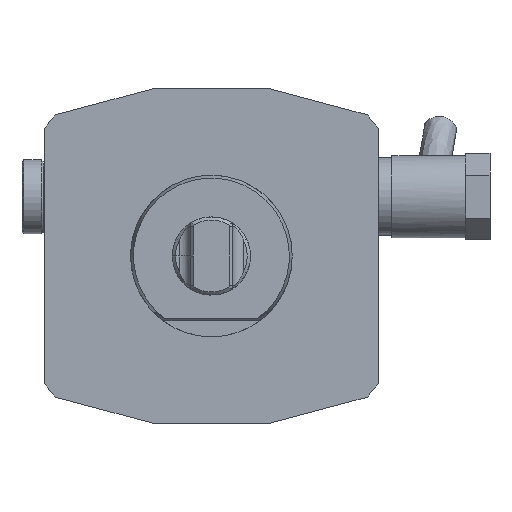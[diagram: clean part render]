
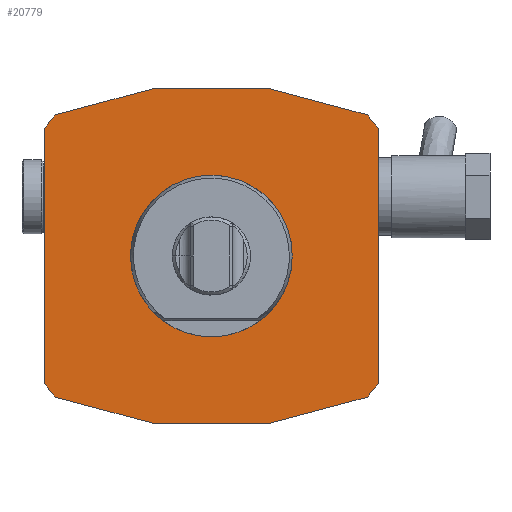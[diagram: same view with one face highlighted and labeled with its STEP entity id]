
A CAD part, front view. The second image highlights one B-rep face of the part: STEP entity #20779.
In plain terms, the highlighted planar face has unit normal (0, -1, 0).
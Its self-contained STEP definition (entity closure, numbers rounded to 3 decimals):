
#264 = DIRECTION ( 'NONE',  ( -1., 0., 0. ) ) ;
#289 = CARTESIAN_POINT ( 'NONE',  ( -31., 0., -23.664 ) ) ;
#538 = CARTESIAN_POINT ( 'NONE',  ( 0., 0., -31. ) ) ;
#552 = DIRECTION ( 'NONE',  ( 0.966, 0., 0.259 ) ) ;
#687 = DIRECTION ( 'NONE',  ( 0., 0., 1. ) ) ;
#766 = CARTESIAN_POINT ( 'NONE',  ( -18.237, 0., -29.061 ) ) ;
#784 = AXIS2_PLACEMENT_3D ( 'NONE', #18614, #22440, #16475 ) ;
#795 = CARTESIAN_POINT ( 'NONE',  ( 31., 0., 39. ) ) ;
#858 = AXIS2_PLACEMENT_3D ( 'NONE', #12621, #25471, #10619 ) ;
#1067 = DIRECTION ( 'NONE',  ( 1., 0., 0. ) ) ;
#1964 = PLANE ( 'NONE',  #858 ) ;
#2722 = CARTESIAN_POINT ( 'NONE',  ( -11., 0., -31. ) ) ;
#2905 = LINE ( 'NONE', #795, #17506 ) ;
#2980 = CARTESIAN_POINT ( 'NONE',  ( 0., 0., 0. ) ) ;
#3089 = CARTESIAN_POINT ( 'NONE',  ( 1.263, 0., 34.286 ) ) ;
#3161 = DIRECTION ( 'NONE',  ( 0., -1., 0. ) ) ;
#4208 = VERTEX_POINT ( 'NONE', #2722 ) ;
#4401 = EDGE_LOOP ( 'NONE', ( #21470, #26616, #13861, #4836, #27102, #25374, #9987, #23335, #7090, #6217, #25325, #20916 ) ) ;
#4836 = ORIENTED_EDGE ( 'NONE', *, *, #23594, .F. ) ;
#4837 = CARTESIAN_POINT ( 'NONE',  ( 0., 0., 14.657 ) ) ;
#4919 = EDGE_CURVE ( 'NONE', #14268, #8234, #7035, .T. ) ;
#5076 = VERTEX_POINT ( 'NONE', #10257 ) ;
#5236 = DIRECTION ( 'NONE',  ( 0.966, 0., -0.259 ) ) ;
#5594 = FACE_OUTER_BOUND ( 'NONE', #4401, .T. ) ;
#5625 = CARTESIAN_POINT ( 'NONE',  ( 31., 0., -23.664 ) ) ;
#6025 = EDGE_CURVE ( 'NONE', #6469, #24834, #9359, .T. ) ;
#6217 = ORIENTED_EDGE ( 'NONE', *, *, #8196, .F. ) ;
#6469 = VERTEX_POINT ( 'NONE', #289 ) ;
#7035 = CIRCLE ( 'NONE', #784, 39. ) ;
#7090 = ORIENTED_EDGE ( 'NONE', *, *, #26781, .F. ) ;
#7157 = VECTOR ( 'NONE', #13163, 1000. ) ;
#7479 = DIRECTION ( 'NONE',  ( 1., 0., 0. ) ) ;
#7792 = DIRECTION ( 'NONE',  ( 0., 0., -1. ) ) ;
#7859 = EDGE_CURVE ( 'NONE', #22131, #8234, #2905, .T. ) ;
#7935 = AXIS2_PLACEMENT_3D ( 'NONE', #2980, #23991, #9415 ) ;
#7986 = EDGE_CURVE ( 'NONE', #22131, #9427, #20240, .T. ) ;
#8196 = EDGE_CURVE ( 'NONE', #23616, #20452, #14506, .T. ) ;
#8234 = VERTEX_POINT ( 'NONE', #5625 ) ;
#8374 = AXIS2_PLACEMENT_3D ( 'NONE', #13868, #3161, #1067 ) ;
#8460 = EDGE_CURVE ( 'NONE', #4208, #24834, #20061, .T. ) ;
#8704 = CARTESIAN_POINT ( 'NONE',  ( 0., 0., 0. ) ) ;
#9359 = CIRCLE ( 'NONE', #13435, 39. ) ;
#9415 = DIRECTION ( 'NONE',  ( 0., 0., 1. ) ) ;
#9427 = VERTEX_POINT ( 'NONE', #13504 ) ;
#9736 = DIRECTION ( 'NONE',  ( 0., -1., 0. ) ) ;
#9987 = ORIENTED_EDGE ( 'NONE', *, *, #7859, .F. ) ;
#10257 = CARTESIAN_POINT ( 'NONE',  ( -28.881, 0., 26.209 ) ) ;
#10619 = DIRECTION ( 'NONE',  ( -1., 0., 0. ) ) ;
#10730 = VECTOR ( 'NONE', #20570, 1000. ) ;
#10878 = VECTOR ( 'NONE', #552, 1000. ) ;
#11062 = CARTESIAN_POINT ( 'NONE',  ( -11., 0., 31. ) ) ;
#11712 = EDGE_LOOP ( 'NONE', ( #18451 ) ) ;
#11945 = CARTESIAN_POINT ( 'NONE',  ( 0., 0., 31. ) ) ;
#12067 = CARTESIAN_POINT ( 'NONE',  ( 18.237, 0., -29.061 ) ) ;
#12621 = CARTESIAN_POINT ( 'NONE',  ( 0., 0., 39. ) ) ;
#13163 = DIRECTION ( 'NONE',  ( -0.966, 0., 0.259 ) ) ;
#13204 = EDGE_CURVE ( 'NONE', #5076, #24423, #18314, .T. ) ;
#13435 = AXIS2_PLACEMENT_3D ( 'NONE', #14147, #9736, #7479 ) ;
#13504 = CARTESIAN_POINT ( 'NONE',  ( 28.881, 0., 26.209 ) ) ;
#13548 = CARTESIAN_POINT ( 'NONE',  ( -1.263, 0., 34.286 ) ) ;
#13861 = ORIENTED_EDGE ( 'NONE', *, *, #8460, .F. ) ;
#13868 = CARTESIAN_POINT ( 'NONE',  ( 0., 0., 0. ) ) ;
#14147 = CARTESIAN_POINT ( 'NONE',  ( 0., 0., 0. ) ) ;
#14268 = VERTEX_POINT ( 'NONE', #18387 ) ;
#14506 = LINE ( 'NONE', #11945, #10730 ) ;
#14766 = EDGE_CURVE ( 'NONE', #14268, #22416, #24790, .T. ) ;
#14983 = EDGE_CURVE ( 'NONE', #22640, #22640, #16500, .T. ) ;
#15093 = DIRECTION ( 'NONE',  ( 0., -1., 0. ) ) ;
#15876 = LINE ( 'NONE', #22268, #19272 ) ;
#16475 = DIRECTION ( 'NONE',  ( 1., 0., 0. ) ) ;
#16500 = CIRCLE ( 'NONE', #7935, 14.657 ) ;
#17005 = CARTESIAN_POINT ( 'NONE',  ( 31., 0., 23.664 ) ) ;
#17099 = AXIS2_PLACEMENT_3D ( 'NONE', #8704, #15093, #25814 ) ;
#17506 = VECTOR ( 'NONE', #7792, 1000. ) ;
#18027 = EDGE_CURVE ( 'NONE', #5076, #23616, #19851, .T. ) ;
#18314 = CIRCLE ( 'NONE', #8374, 39. ) ;
#18387 = CARTESIAN_POINT ( 'NONE',  ( 28.881, 0., -26.209 ) ) ;
#18451 = ORIENTED_EDGE ( 'NONE', *, *, #14983, .T. ) ;
#18592 = DIRECTION ( 'NONE',  ( -0.966, 0., -0.259 ) ) ;
#18614 = CARTESIAN_POINT ( 'NONE',  ( 0., 0., 0. ) ) ;
#19272 = VECTOR ( 'NONE', #687, 1000. ) ;
#19567 = LINE ( 'NONE', #538, #23175 ) ;
#19851 = LINE ( 'NONE', #3089, #10878 ) ;
#20061 = LINE ( 'NONE', #766, #7157 ) ;
#20240 = CIRCLE ( 'NONE', #17099, 39. ) ;
#20441 = CARTESIAN_POINT ( 'NONE',  ( 11., 0., 31. ) ) ;
#20452 = VERTEX_POINT ( 'NONE', #20441 ) ;
#20570 = DIRECTION ( 'NONE',  ( 1., 0., 0. ) ) ;
#20613 = EDGE_CURVE ( 'NONE', #6469, #24423, #15876, .T. ) ;
#20779 = ADVANCED_FACE ( 'Defeature completata1_36', ( #5594, #23096 ), #1964, .F. ) ;
#20916 = ORIENTED_EDGE ( 'NONE', *, *, #13204, .T. ) ;
#21470 = ORIENTED_EDGE ( 'NONE', *, *, #20613, .F. ) ;
#22131 = VERTEX_POINT ( 'NONE', #17005 ) ;
#22201 = CARTESIAN_POINT ( 'NONE',  ( -28.881, 0., -26.209 ) ) ;
#22268 = CARTESIAN_POINT ( 'NONE',  ( -31., 0., 39. ) ) ;
#22416 = VERTEX_POINT ( 'NONE', #23086 ) ;
#22440 = DIRECTION ( 'NONE',  ( 0., -1., 0. ) ) ;
#22640 = VERTEX_POINT ( 'NONE', #4837 ) ;
#23086 = CARTESIAN_POINT ( 'NONE',  ( 11., 0., -31. ) ) ;
#23096 = FACE_BOUND ( 'NONE', #11712, .T. ) ;
#23175 = VECTOR ( 'NONE', #264, 1000. ) ;
#23335 = ORIENTED_EDGE ( 'NONE', *, *, #7986, .T. ) ;
#23594 = EDGE_CURVE ( 'NONE', #22416, #4208, #19567, .T. ) ;
#23616 = VERTEX_POINT ( 'NONE', #11062 ) ;
#23990 = VECTOR ( 'NONE', #5236, 1000. ) ;
#23991 = DIRECTION ( 'NONE',  ( 0., 1., 0. ) ) ;
#24272 = LINE ( 'NONE', #13548, #23990 ) ;
#24423 = VERTEX_POINT ( 'NONE', #26498 ) ;
#24790 = LINE ( 'NONE', #12067, #26412 ) ;
#24834 = VERTEX_POINT ( 'NONE', #22201 ) ;
#25325 = ORIENTED_EDGE ( 'NONE', *, *, #18027, .F. ) ;
#25374 = ORIENTED_EDGE ( 'NONE', *, *, #4919, .T. ) ;
#25471 = DIRECTION ( 'NONE',  ( 0., 1., 0. ) ) ;
#25814 = DIRECTION ( 'NONE',  ( 1., 0., 0. ) ) ;
#26412 = VECTOR ( 'NONE', #18592, 1000. ) ;
#26498 = CARTESIAN_POINT ( 'NONE',  ( -31., 0., 23.664 ) ) ;
#26616 = ORIENTED_EDGE ( 'NONE', *, *, #6025, .T. ) ;
#26781 = EDGE_CURVE ( 'NONE', #20452, #9427, #24272, .T. ) ;
#27102 = ORIENTED_EDGE ( 'NONE', *, *, #14766, .F. ) ;
